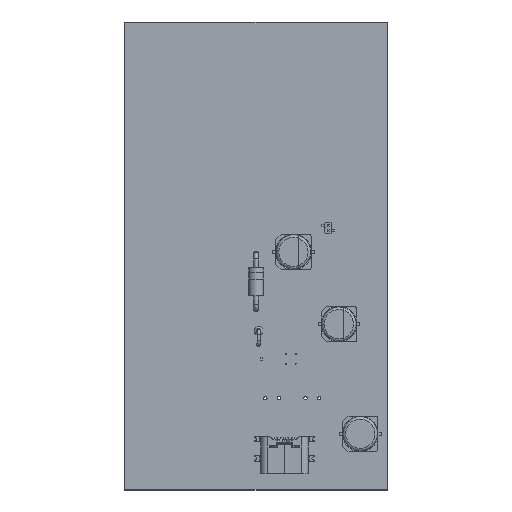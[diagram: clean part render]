
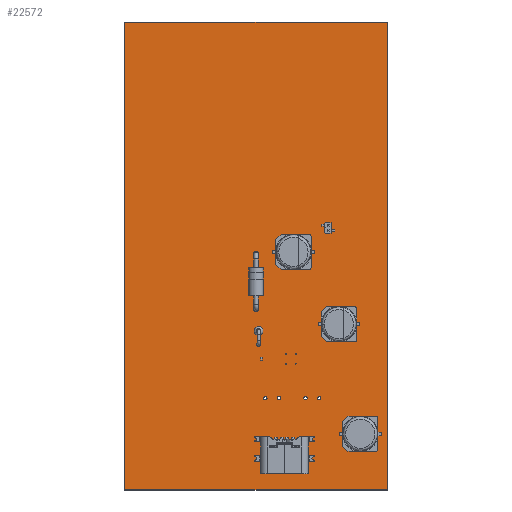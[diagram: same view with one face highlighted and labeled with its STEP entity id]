
A CAD part, top view. The second image highlights one B-rep face of the part: STEP entity #22572.
In plain terms, the highlighted planar face has unit normal (0, 0, 1).
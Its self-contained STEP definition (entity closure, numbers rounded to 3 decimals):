
#22328 = VERTEX_POINT('',#22329);
#22329 = CARTESIAN_POINT('',(109.,-120.5,1.51));
#22335 = EDGE_CURVE('',#22328,#22336,#22338,.T.);
#22336 = VERTEX_POINT('',#22337);
#22337 = CARTESIAN_POINT('',(60.,-120.5,1.51));
#22338 = LINE('',#22339,#22340);
#22339 = CARTESIAN_POINT('',(109.,-120.5,1.51));
#22340 = VECTOR('',#22341,1.);
#22341 = DIRECTION('',(-1.,0.,0.));
#22368 = VERTEX_POINT('',#22369);
#22369 = CARTESIAN_POINT('',(109.,-33.,1.51));
#22375 = EDGE_CURVE('',#22368,#22328,#22376,.T.);
#22376 = LINE('',#22377,#22378);
#22377 = CARTESIAN_POINT('',(109.,-33.,1.51));
#22378 = VECTOR('',#22379,1.);
#22379 = DIRECTION('',(0.,-1.,0.));
#22397 = EDGE_CURVE('',#22336,#22398,#22400,.T.);
#22398 = VERTEX_POINT('',#22399);
#22399 = CARTESIAN_POINT('',(60.,-33.,1.51));
#22400 = LINE('',#22401,#22402);
#22401 = CARTESIAN_POINT('',(60.,-120.5,1.51));
#22402 = VECTOR('',#22403,1.);
#22403 = DIRECTION('',(0.,1.,0.));
#22572 = ADVANCED_FACE('',(#22573,#22584,#22595,#22606,#22617,#22628,
    #22639,#22650,#22661,#22672,#22683,#22694,#22705),#22716,.T.);
#22573 = FACE_BOUND('',#22574,.T.);
#22574 = EDGE_LOOP('',(#22575,#22576,#22577,#22583));
#22575 = ORIENTED_EDGE('',*,*,#22335,.F.);
#22576 = ORIENTED_EDGE('',*,*,#22375,.F.);
#22577 = ORIENTED_EDGE('',*,*,#22578,.F.);
#22578 = EDGE_CURVE('',#22398,#22368,#22579,.T.);
#22579 = LINE('',#22580,#22581);
#22580 = CARTESIAN_POINT('',(60.,-33.,1.51));
#22581 = VECTOR('',#22582,1.);
#22582 = DIRECTION('',(1.,0.,0.));
#22583 = ORIENTED_EDGE('',*,*,#22397,.F.);
#22584 = FACE_BOUND('',#22585,.T.);
#22585 = EDGE_LOOP('',(#22586));
#22586 = ORIENTED_EDGE('',*,*,#22587,.T.);
#22587 = EDGE_CURVE('',#22588,#22588,#22590,.T.);
#22588 = VERTEX_POINT('',#22589);
#22589 = CARTESIAN_POINT('',(86.25,-103.66,1.51));
#22590 = CIRCLE('',#22591,0.31);
#22591 = AXIS2_PLACEMENT_3D('',#22592,#22593,#22594);
#22592 = CARTESIAN_POINT('',(86.25,-103.35,1.51));
#22593 = DIRECTION('',(-0.,0.,-1.));
#22594 = DIRECTION('',(-0.,-1.,0.));
#22595 = FACE_BOUND('',#22596,.T.);
#22596 = EDGE_LOOP('',(#22597));
#22597 = ORIENTED_EDGE('',*,*,#22598,.T.);
#22598 = EDGE_CURVE('',#22599,#22599,#22601,.T.);
#22599 = VERTEX_POINT('',#22600);
#22600 = CARTESIAN_POINT('',(88.8,-103.66,1.51));
#22601 = CIRCLE('',#22602,0.31);
#22602 = AXIS2_PLACEMENT_3D('',#22603,#22604,#22605);
#22603 = CARTESIAN_POINT('',(88.8,-103.35,1.51));
#22604 = DIRECTION('',(-0.,0.,-1.));
#22605 = DIRECTION('',(-0.,-1.,0.));
#22606 = FACE_BOUND('',#22607,.T.);
#22607 = EDGE_LOOP('',(#22608));
#22608 = ORIENTED_EDGE('',*,*,#22609,.T.);
#22609 = EDGE_CURVE('',#22610,#22610,#22612,.T.);
#22610 = VERTEX_POINT('',#22611);
#22611 = CARTESIAN_POINT('',(90.1,-97.,1.51));
#22612 = CIRCLE('',#22613,0.1);
#22613 = AXIS2_PLACEMENT_3D('',#22614,#22615,#22616);
#22614 = CARTESIAN_POINT('',(90.1,-96.9,1.51));
#22615 = DIRECTION('',(-0.,0.,-1.));
#22616 = DIRECTION('',(-0.,-1.,0.));
#22617 = FACE_BOUND('',#22618,.T.);
#22618 = EDGE_LOOP('',(#22619));
#22619 = ORIENTED_EDGE('',*,*,#22620,.T.);
#22620 = EDGE_CURVE('',#22621,#22621,#22623,.T.);
#22621 = VERTEX_POINT('',#22622);
#22622 = CARTESIAN_POINT('',(85.,-93.67,1.51));
#22623 = CIRCLE('',#22624,0.35);
#22624 = AXIS2_PLACEMENT_3D('',#22625,#22626,#22627);
#22625 = CARTESIAN_POINT('',(85.,-93.32,1.51));
#22626 = DIRECTION('',(-0.,0.,-1.));
#22627 = DIRECTION('',(-0.,-1.,0.));
#22628 = FACE_BOUND('',#22629,.T.);
#22629 = EDGE_LOOP('',(#22630));
#22630 = ORIENTED_EDGE('',*,*,#22631,.T.);
#22631 = EDGE_CURVE('',#22632,#22632,#22634,.T.);
#22632 = VERTEX_POINT('',#22633);
#22633 = CARTESIAN_POINT('',(85.,-91.13,1.51));
#22634 = CIRCLE('',#22635,0.35);
#22635 = AXIS2_PLACEMENT_3D('',#22636,#22637,#22638);
#22636 = CARTESIAN_POINT('',(85.,-90.78,1.51));
#22637 = DIRECTION('',(-0.,0.,-1.));
#22638 = DIRECTION('',(-0.,-1.,0.));
#22639 = FACE_BOUND('',#22640,.T.);
#22640 = EDGE_LOOP('',(#22641));
#22641 = ORIENTED_EDGE('',*,*,#22642,.T.);
#22642 = EDGE_CURVE('',#22643,#22643,#22645,.T.);
#22643 = VERTEX_POINT('',#22644);
#22644 = CARTESIAN_POINT('',(90.1,-95.2,1.51));
#22645 = CIRCLE('',#22646,0.1);
#22646 = AXIS2_PLACEMENT_3D('',#22647,#22648,#22649);
#22647 = CARTESIAN_POINT('',(90.1,-95.1,1.51));
#22648 = DIRECTION('',(-0.,0.,-1.));
#22649 = DIRECTION('',(-0.,-1.,0.));
#22650 = FACE_BOUND('',#22651,.T.);
#22651 = EDGE_LOOP('',(#22652));
#22652 = ORIENTED_EDGE('',*,*,#22653,.T.);
#22653 = EDGE_CURVE('',#22654,#22654,#22656,.T.);
#22654 = VERTEX_POINT('',#22655);
#22655 = CARTESIAN_POINT('',(91.9,-97.,1.51));
#22656 = CIRCLE('',#22657,0.1);
#22657 = AXIS2_PLACEMENT_3D('',#22658,#22659,#22660);
#22658 = CARTESIAN_POINT('',(91.9,-96.9,1.51));
#22659 = DIRECTION('',(-0.,0.,-1.));
#22660 = DIRECTION('',(-0.,-1.,0.));
#22661 = FACE_BOUND('',#22662,.T.);
#22662 = EDGE_LOOP('',(#22663));
#22663 = ORIENTED_EDGE('',*,*,#22664,.T.);
#22664 = EDGE_CURVE('',#22665,#22665,#22667,.T.);
#22665 = VERTEX_POINT('',#22666);
#22666 = CARTESIAN_POINT('',(93.75,-103.66,1.51));
#22667 = CIRCLE('',#22668,0.31);
#22668 = AXIS2_PLACEMENT_3D('',#22669,#22670,#22671);
#22669 = CARTESIAN_POINT('',(93.75,-103.35,1.51));
#22670 = DIRECTION('',(-0.,0.,-1.));
#22671 = DIRECTION('',(-0.,-1.,0.));
#22672 = FACE_BOUND('',#22673,.T.);
#22673 = EDGE_LOOP('',(#22674));
#22674 = ORIENTED_EDGE('',*,*,#22675,.T.);
#22675 = EDGE_CURVE('',#22676,#22676,#22678,.T.);
#22676 = VERTEX_POINT('',#22677);
#22677 = CARTESIAN_POINT('',(96.3,-103.66,1.51));
#22678 = CIRCLE('',#22679,0.31);
#22679 = AXIS2_PLACEMENT_3D('',#22680,#22681,#22682);
#22680 = CARTESIAN_POINT('',(96.3,-103.35,1.51));
#22681 = DIRECTION('',(-0.,0.,-1.));
#22682 = DIRECTION('',(-0.,-1.,0.));
#22683 = FACE_BOUND('',#22684,.T.);
#22684 = EDGE_LOOP('',(#22685));
#22685 = ORIENTED_EDGE('',*,*,#22686,.T.);
#22686 = EDGE_CURVE('',#22687,#22687,#22689,.T.);
#22687 = VERTEX_POINT('',#22688);
#22688 = CARTESIAN_POINT('',(91.9,-95.2,1.51));
#22689 = CIRCLE('',#22690,0.1);
#22690 = AXIS2_PLACEMENT_3D('',#22691,#22692,#22693);
#22691 = CARTESIAN_POINT('',(91.9,-95.1,1.51));
#22692 = DIRECTION('',(-0.,0.,-1.));
#22693 = DIRECTION('',(-0.,-1.,0.));
#22694 = FACE_BOUND('',#22695,.T.);
#22695 = EDGE_LOOP('',(#22696));
#22696 = ORIENTED_EDGE('',*,*,#22697,.T.);
#22697 = EDGE_CURVE('',#22698,#22698,#22700,.T.);
#22698 = VERTEX_POINT('',#22699);
#22699 = CARTESIAN_POINT('',(84.5,-87.21,1.51));
#22700 = CIRCLE('',#22701,0.55);
#22701 = AXIS2_PLACEMENT_3D('',#22702,#22703,#22704);
#22702 = CARTESIAN_POINT('',(84.5,-86.66,1.51));
#22703 = DIRECTION('',(-0.,0.,-1.));
#22704 = DIRECTION('',(-0.,-1.,0.));
#22705 = FACE_BOUND('',#22706,.T.);
#22706 = EDGE_LOOP('',(#22707));
#22707 = ORIENTED_EDGE('',*,*,#22708,.T.);
#22708 = EDGE_CURVE('',#22709,#22709,#22711,.T.);
#22709 = VERTEX_POINT('',#22710);
#22710 = CARTESIAN_POINT('',(84.5,-77.05,1.51));
#22711 = CIRCLE('',#22712,0.55);
#22712 = AXIS2_PLACEMENT_3D('',#22713,#22714,#22715);
#22713 = CARTESIAN_POINT('',(84.5,-76.5,1.51));
#22714 = DIRECTION('',(-0.,0.,-1.));
#22715 = DIRECTION('',(-0.,-1.,0.));
#22716 = PLANE('',#22717);
#22717 = AXIS2_PLACEMENT_3D('',#22718,#22719,#22720);
#22718 = CARTESIAN_POINT('',(0.,0.,1.51));
#22719 = DIRECTION('',(0.,0.,1.));
#22720 = DIRECTION('',(1.,0.,-0.));
